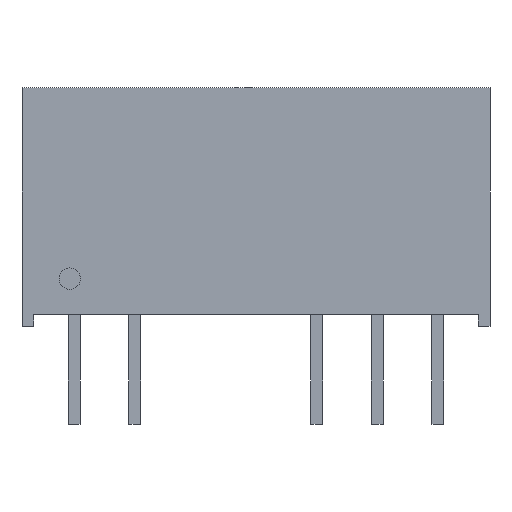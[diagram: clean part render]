
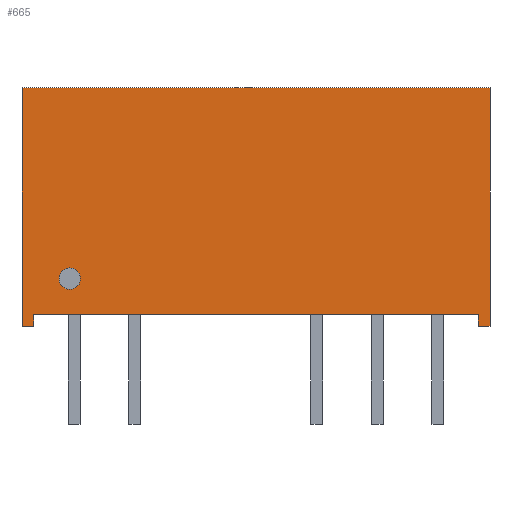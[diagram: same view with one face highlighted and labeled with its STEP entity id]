
A CAD part, front view. The second image highlights one B-rep face of the part: STEP entity #665.
In plain terms, the highlighted planar face has unit normal (0, -1, 0).
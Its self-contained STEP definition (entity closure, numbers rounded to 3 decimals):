
#15=CIRCLE('',#710,0.45);
#22=FACE_BOUND('',#103,.T.);
#60=FACE_OUTER_BOUND('',#102,.T.);
#102=EDGE_LOOP('',(#547,#548,#549,#550,#551,#552,#553,#554));
#103=EDGE_LOOP('',(#555));
#154=LINE('',#979,#239);
#167=LINE('',#1010,#252);
#171=LINE('',#1017,#256);
#174=LINE('',#1023,#259);
#177=LINE('',#1029,#262);
#180=LINE('',#1035,#265);
#182=LINE('',#1038,#267);
#184=LINE('',#1041,#269);
#239=VECTOR('',#803,1000.);
#252=VECTOR('',#824,1000.);
#256=VECTOR('',#830,1000.);
#259=VECTOR('',#835,1000.);
#262=VECTOR('',#840,1000.);
#265=VECTOR('',#845,1000.);
#267=VECTOR('',#849,1000.);
#269=VECTOR('',#853,1000.);
#312=VERTEX_POINT('',#976);
#313=VERTEX_POINT('',#978);
#323=VERTEX_POINT('',#1000);
#326=VERTEX_POINT('',#1007);
#327=VERTEX_POINT('',#1009);
#329=VERTEX_POINT('',#1015);
#331=VERTEX_POINT('',#1021);
#333=VERTEX_POINT('',#1027);
#335=VERTEX_POINT('',#1033);
#382=EDGE_CURVE('',#313,#312,#154,.T.);
#394=EDGE_CURVE('',#323,#323,#15,.T.);
#397=EDGE_CURVE('',#327,#326,#167,.T.);
#401=EDGE_CURVE('',#326,#329,#171,.T.);
#404=EDGE_CURVE('',#329,#331,#174,.T.);
#407=EDGE_CURVE('',#331,#333,#177,.T.);
#410=EDGE_CURVE('',#333,#335,#180,.T.);
#412=EDGE_CURVE('',#335,#313,#182,.T.);
#414=EDGE_CURVE('',#312,#327,#184,.T.);
#547=ORIENTED_EDGE('',*,*,#397,.T.);
#548=ORIENTED_EDGE('',*,*,#401,.T.);
#549=ORIENTED_EDGE('',*,*,#404,.T.);
#550=ORIENTED_EDGE('',*,*,#407,.T.);
#551=ORIENTED_EDGE('',*,*,#410,.T.);
#552=ORIENTED_EDGE('',*,*,#412,.T.);
#553=ORIENTED_EDGE('',*,*,#382,.T.);
#554=ORIENTED_EDGE('',*,*,#414,.T.);
#555=ORIENTED_EDGE('',*,*,#394,.F.);
#628=PLANE('',#718);
#665=ADVANCED_FACE('',(#60,#22),#628,.F.);
#710=AXIS2_PLACEMENT_3D('',#1002,#818,#819);
#718=AXIS2_PLACEMENT_3D('',#1042,#854,#855);
#803=DIRECTION('',(1.,0.,0.));
#818=DIRECTION('center_axis',(0.,-1.,0.));
#819=DIRECTION('ref_axis',(0.,0.,-1.));
#824=DIRECTION('',(1.,0.,0.));
#830=DIRECTION('',(0.,0.,1.));
#835=DIRECTION('',(-1.,0.,0.));
#840=DIRECTION('',(0.,0.,-1.));
#845=DIRECTION('',(1.,0.,0.));
#849=DIRECTION('',(0.,0.,1.));
#853=DIRECTION('',(0.,0.,-1.));
#854=DIRECTION('center_axis',(0.,1.,0.));
#855=DIRECTION('ref_axis',(0.,0.,1.));
#976=CARTESIAN_POINT('',(9.3,-3.5,0.5));
#978=CARTESIAN_POINT('',(-9.3,-3.5,0.5));
#979=CARTESIAN_POINT('',(-9.3,-3.5,0.5));
#1000=CARTESIAN_POINT('',(-7.8,-3.5,2.45));
#1002=CARTESIAN_POINT('Origin',(-7.8,-3.5,2.));
#1007=CARTESIAN_POINT('',(9.8,-3.5,0.));
#1009=CARTESIAN_POINT('',(9.3,-3.5,0.));
#1010=CARTESIAN_POINT('',(9.3,-3.5,0.));
#1015=CARTESIAN_POINT('',(9.8,-3.5,10.));
#1017=CARTESIAN_POINT('',(9.8,-3.5,10.));
#1021=CARTESIAN_POINT('',(-9.8,-3.5,10.));
#1023=CARTESIAN_POINT('',(-9.8,-3.5,10.));
#1027=CARTESIAN_POINT('',(-9.8,-3.5,0.));
#1029=CARTESIAN_POINT('',(-9.8,-3.5,10.));
#1033=CARTESIAN_POINT('',(-9.3,-3.5,0.));
#1035=CARTESIAN_POINT('',(-9.8,-3.5,0.));
#1038=CARTESIAN_POINT('',(-9.3,-3.5,0.));
#1041=CARTESIAN_POINT('',(9.3,-3.5,0.5));
#1042=CARTESIAN_POINT('Origin',(0.,-3.5,5.));
